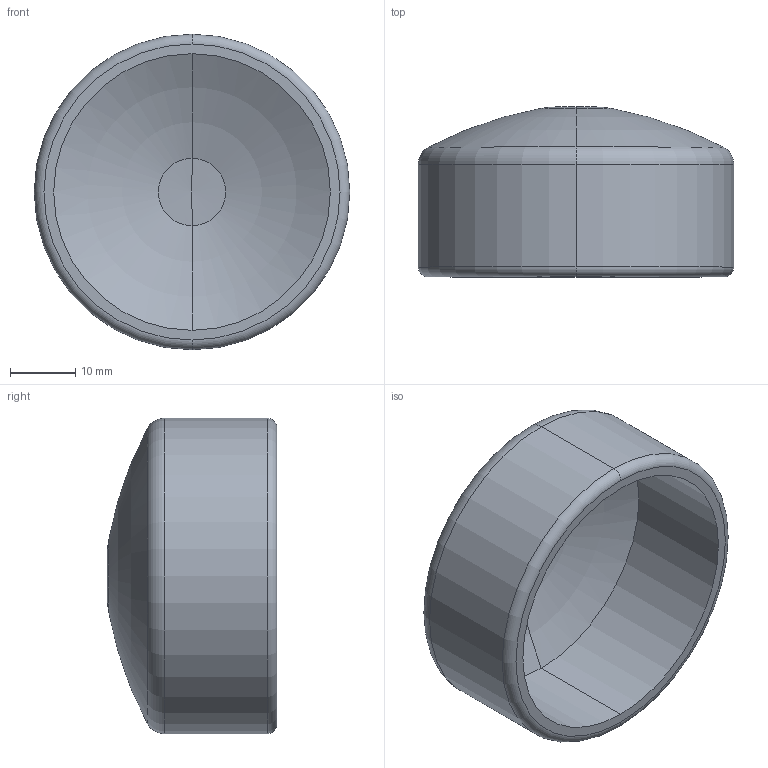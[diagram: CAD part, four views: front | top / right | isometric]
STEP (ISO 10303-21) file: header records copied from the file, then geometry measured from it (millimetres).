
FILE_DESCRIPTION (( 'STEP AP203' ), '1' );
FILE_NAME ('OEM-32NB-POSTCAP_REV_.step', '2026-01-04T05:14:27', ( '' ), ( '' ), 'SwSTEP 2.0', 'SolidWorks 2025', '' );
FILE_SCHEMA (( 'CONFIG_CONTROL_DESIGN' ));
Length unit declared in the file: millimetre
Products named in the file (1): OEM-32NB-POSTCAP_REV_
Bounding box: 48.5 x 26.12 x 48.5 mm (x, y, z)
Volume: 12908.3 mm3; surface area: 8995.7 mm2
Topology: 1 solids, 1 shells, 19 faces, 40 edges, 20 vertices
Faces by surface type: torus 10, cylinder 4, cone 4, plane 1
Entity records: 559 total; most frequent: DIRECTION 104, CARTESIAN_POINT 76, ORIENTED_EDGE 72, AXIS2_PLACEMENT_3D 48, EDGE_CURVE 36, CIRCLE 28, EDGE_LOOP 20, VERTEX_POINT 20
